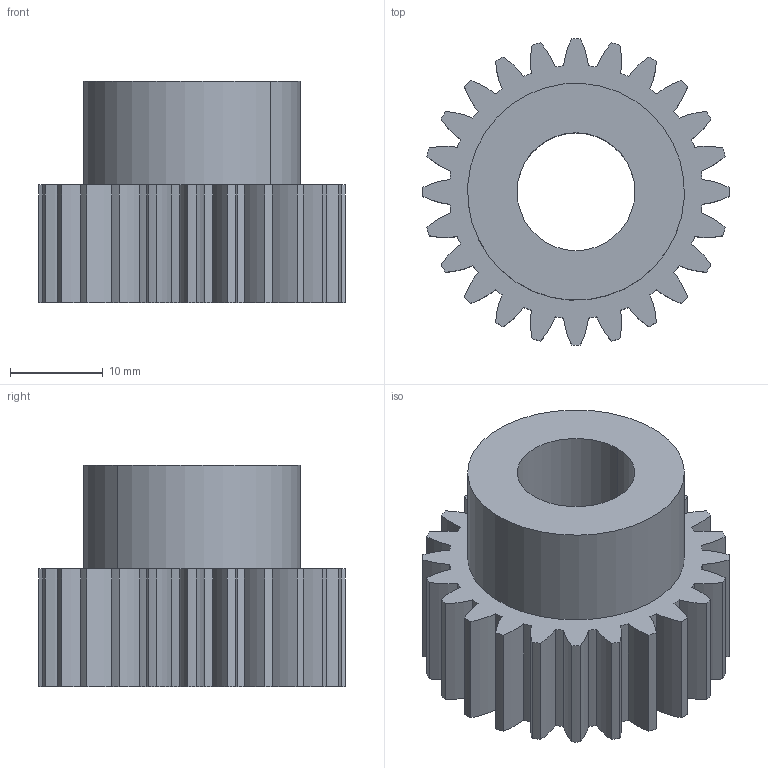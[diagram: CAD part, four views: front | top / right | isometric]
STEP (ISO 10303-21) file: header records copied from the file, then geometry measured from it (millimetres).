
FILE_DESCRIPTION((''),'2;1');
FILE_NAME('gss-2024.stp','2001-12-29T16:58:04',('Administrator'),(''),'Autodesk Inventor (tm) 3.0','Autodesk Inventor (tm) 3.0','');
FILE_SCHEMA(('CONFIG_CONTROL_DESIGN'));
Length unit declared in the file: inch
Products named in the file (1): gss-2024
Bounding box: 33.02 x 33.02 x 23.88 mm (x, y, z)
Volume: 10949.2 mm3; surface area: 5392.7 mm2
Topology: 1 solids, 1 shells, 103 faces, 300 edges, 200 vertices
Faces by surface type: cylinder 98, plane 3, bspline 2
Entity records: 3661 total; most frequent: DIRECTION 704, CARTESIAN_POINT 638, ORIENTED_EDGE 600, AXIS2_PLACEMENT_3D 302, EDGE_CURVE 300, VERTEX_POINT 200, CIRCLE 200, EDGE_LOOP 106
